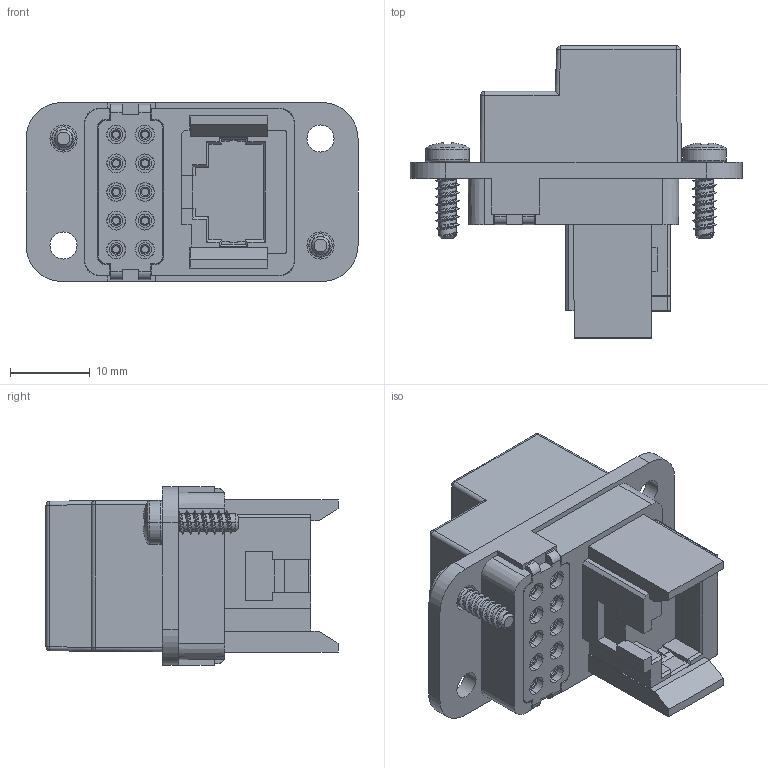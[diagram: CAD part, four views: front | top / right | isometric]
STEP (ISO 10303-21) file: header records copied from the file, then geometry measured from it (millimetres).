
FILE_DESCRIPTION((''),'2;1');
FILE_NAME('3D_1300000100001_HQ-RJ45_10-FC','2021-07-01T',('cc.ye'),(''),'PRO/ENGINEER BY PARAMETRIC TECHNOLOGY CORPORATION, 2010280','PRO/ENGINEER BY PARAMETRIC TECHNOLOGY CORPORATION, 2010280','');
FILE_SCHEMA(('AUTOMOTIVE_DESIGN { 1 0 10303 214 1 1 1 1 }'));
Length unit declared in the file: millimetre
Products named in the file (1): 3D_1300000100001_HQ-RJ45_10-FC
Bounding box: 41.6 x 36.6 x 22.4 mm (x, y, z)
Volume: 12448.5 mm3; surface area: 6617.2 mm2
Topology: 1 solids, 2 shells, 953 faces, 2489 edges, 1594 vertices
Faces by surface type: plane 537, cylinder 196, bspline 102, cone 98, torus 10, sphere 10
Entity records: 45720 total; most frequent: CARTESIAN_POINT 17436, ORIENTED_EDGE 4966, DIRECTION 4520, EDGE_CURVE 2483, VERTEX_POINT 1594, VECTOR 1590, LINE 1590, AXIS2_PLACEMENT_3D 1465
